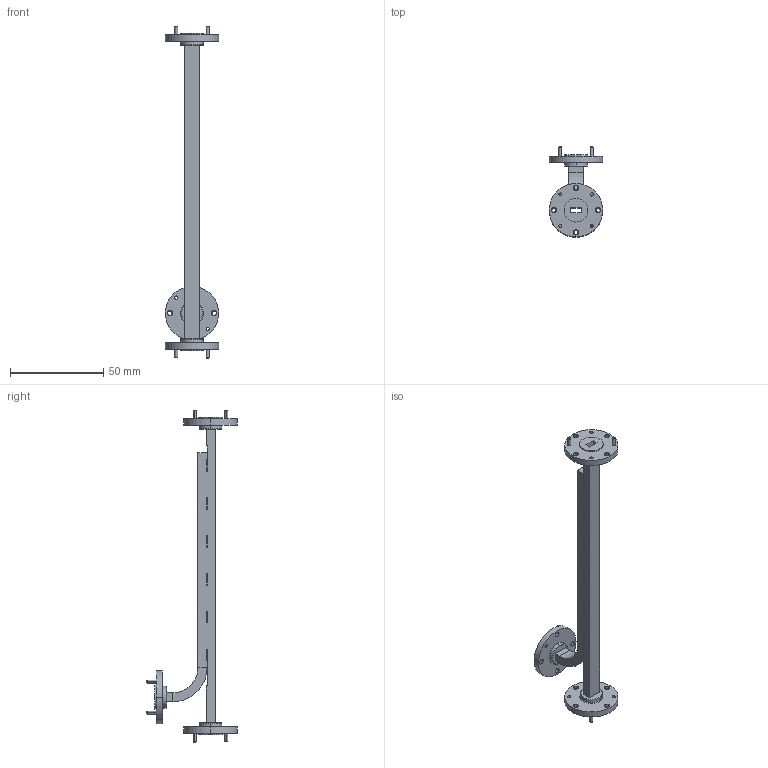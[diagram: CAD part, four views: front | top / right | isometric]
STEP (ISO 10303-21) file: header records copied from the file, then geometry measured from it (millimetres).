
FILE_DESCRIPTION (( 'STEP AP214' ), '1' );
FILE_NAME ('PEW22CP010-20 ¦ FMW22CP010-20_3D.step', '2024-07-12T21:23:29', ( '' ), ( '' ), 'SwSTEP 2.0', 'SolidWorks 2022', '' );
FILE_SCHEMA (( 'AUTOMOTIVE_DESIGN' ));
Length unit declared in the file: inch
Products named in the file (1): PEW22CP010-20 ¦ FMW22CP010-20_3D
Bounding box: 28.6 x 48.62 x 178 mm (x, y, z)
Volume: 12928.3 mm3; surface area: 16500.8 mm2
Topology: 1 solids, 1 shells, 289 faces, 703 edges, 456 vertices
Faces by surface type: plane 147, cylinder 118, torus 12, cone 12
Entity records: 8676 total; most frequent: DIRECTION 1552, CARTESIAN_POINT 1458, ORIENTED_EDGE 1406, EDGE_CURVE 703, AXIS2_PLACEMENT_3D 562, VERTEX_POINT 456, VECTOR 428, LINE 428
